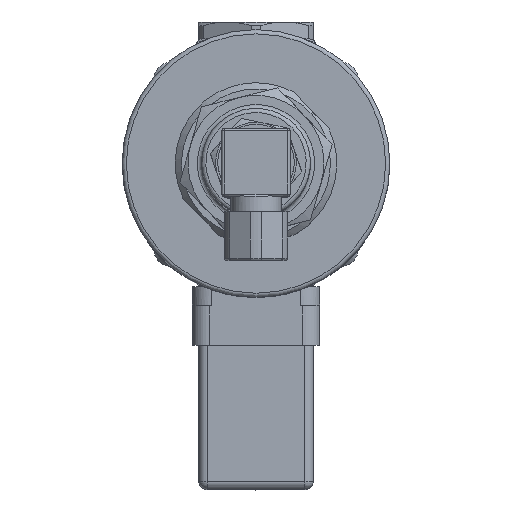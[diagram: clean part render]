
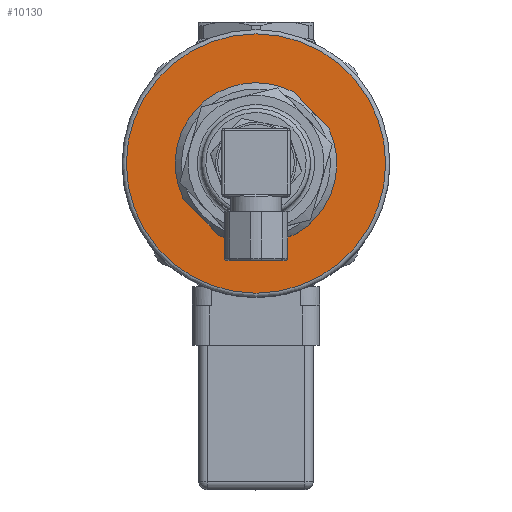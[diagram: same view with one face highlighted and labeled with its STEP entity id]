
A CAD part, top view. The second image highlights one B-rep face of the part: STEP entity #10130.
In plain terms, the highlighted planar face has unit normal (0, 0, 1).
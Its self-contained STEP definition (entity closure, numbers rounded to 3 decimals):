
#573=LINE('',#15247,#1135);
#576=LINE('',#15258,#1138);
#1135=VECTOR('',#12165,12.166);
#1138=VECTOR('',#12170,12.166);
#1918=FACE_BOUND('',#2838,.T.);
#2191=FACE_OUTER_BOUND('',#2837,.T.);
#2837=EDGE_LOOP('',(#7146));
#2838=EDGE_LOOP('',(#7147,#7148,#7149,#7150));
#3390=CIRCLE('',#10754,19.);
#3392=CIRCLE('',#10758,19.);
#3470=CIRCLE('',#10928,30.5);
#3946=VERTEX_POINT('',#15239);
#3948=VERTEX_POINT('',#15245);
#3950=VERTEX_POINT('',#15250);
#3952=VERTEX_POINT('',#15256);
#4113=VERTEX_POINT('',#15959);
#4955=EDGE_CURVE('',#3946,#3948,#573,.T.);
#4959=EDGE_CURVE('',#3950,#3952,#576,.T.);
#4961=EDGE_CURVE('',#3948,#3950,#3390,.T.);
#4963=EDGE_CURVE('',#3952,#3946,#3392,.T.);
#5207=EDGE_CURVE('',#4113,#4113,#3470,.T.);
#7146=ORIENTED_EDGE('',*,*,#5207,.F.);
#7147=ORIENTED_EDGE('',*,*,#4959,.T.);
#7148=ORIENTED_EDGE('',*,*,#4963,.T.);
#7149=ORIENTED_EDGE('',*,*,#4955,.T.);
#7150=ORIENTED_EDGE('',*,*,#4961,.T.);
#9147=PLANE('',#10927);
#10130=ADVANCED_FACE('',(#2191,#1918),#9147,.T.);
#10754=AXIS2_PLACEMENT_3D('',#15261,#12175,#12176);
#10758=AXIS2_PLACEMENT_3D('',#15265,#12183,#12184);
#10927=AXIS2_PLACEMENT_3D('',#15958,#12667,#12668);
#10928=AXIS2_PLACEMENT_3D('',#15960,#12669,#12670);
#12165=DIRECTION('',(0.694,-0.72,0.));
#12170=DIRECTION('',(-0.694,0.72,0.));
#12175=DIRECTION('center_axis',(0.,0.,
-1.));
#12176=DIRECTION('ref_axis',(-0.694,0.72,0.));
#12183=DIRECTION('center_axis',(0.,0.,
-1.));
#12184=DIRECTION('ref_axis',(-0.694,0.72,0.));
#12667=DIRECTION('center_axis',(0.,0.,
1.));
#12668=DIRECTION('ref_axis',(-1.,0.,0.));
#12669=DIRECTION('center_axis',(0.,0.,
-1.));
#12670=DIRECTION('ref_axis',(0.,-1.,0.));
#15239=CARTESIAN_POINT('',(8.727,16.877,128.9));
#15245=CARTESIAN_POINT('',(17.176,8.124,128.9));
#15247=CARTESIAN_POINT('',(25.446,-0.444,128.9));
#15250=CARTESIAN_POINT('',(-8.727,-16.877,128.9));
#15256=CARTESIAN_POINT('',(-17.176,-8.124,128.9));
#15258=CARTESIAN_POINT('',(-14.328,-11.074,128.9));
#15261=CARTESIAN_POINT('Origin',(0.,0.,
128.9));
#15265=CARTESIAN_POINT('Origin',(0.,0.,
128.9));
#15958=CARTESIAN_POINT('Origin',(0.,-22.25,128.9));
#15959=CARTESIAN_POINT('',(0.,-30.5,128.9));
#15960=CARTESIAN_POINT('Origin',(0.,0.,
128.9));
